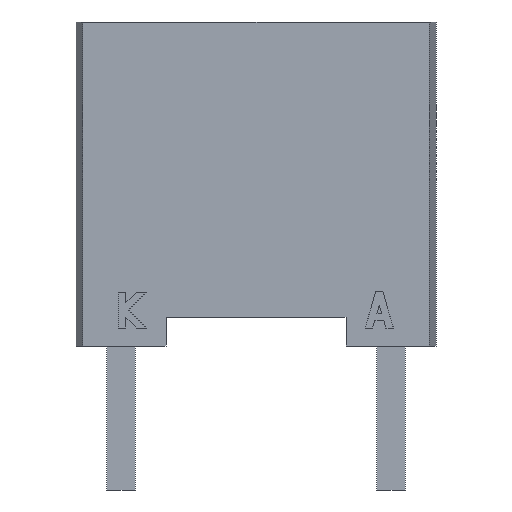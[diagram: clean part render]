
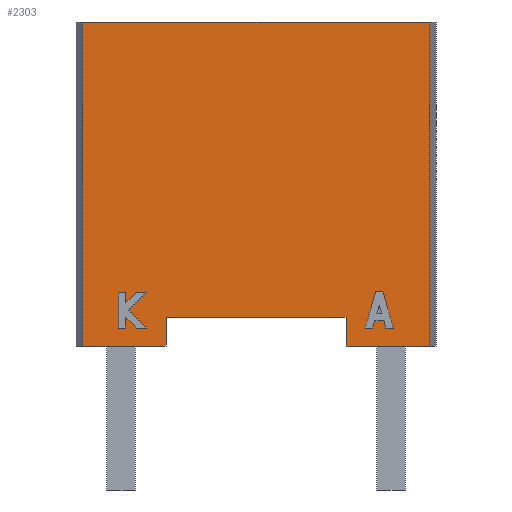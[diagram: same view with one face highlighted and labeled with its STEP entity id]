
A CAD part, front view. The second image highlights one B-rep face of the part: STEP entity #2303.
In plain terms, the highlighted planar face has unit normal (0, -1, 0).
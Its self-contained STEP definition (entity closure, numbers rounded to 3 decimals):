
#1281=CARTESIAN_POINT('',(3.3,-1.5,0.7));
#1282=VERTEX_POINT('',#1281);
#1283=CARTESIAN_POINT('',(3.241,-1.5,0.5));
#1284=VERTEX_POINT('',#1283);
#1285=CARTESIAN_POINT('',(3.3,-1.5,0.7));
#1286=DIRECTION('',(-0.28,0.0,-0.96));
#1287=VECTOR('',#1286,0.208);
#1288=LINE('',#1285,#1287);
#1289=EDGE_CURVE('',#1282,#1284,#1288,.T.);
#1321=CARTESIAN_POINT('',(3.033,-1.5,0.5));
#1322=VERTEX_POINT('',#1321);
#1323=CARTESIAN_POINT('',(3.241,-1.5,0.5));
#1324=DIRECTION('',(-1.0,0.0,0.0));
#1325=VECTOR('',#1324,0.208);
#1326=LINE('',#1323,#1325);
#1327=EDGE_CURVE('',#1284,#1322,#1326,.T.);
#1352=CARTESIAN_POINT('',(3.324,-1.5,1.5));
#1353=VERTEX_POINT('',#1352);
#1354=CARTESIAN_POINT('',(3.033,-1.5,0.5));
#1355=DIRECTION('',(0.28,0.0,0.96));
#1356=VECTOR('',#1355,1.042);
#1357=LINE('',#1354,#1356);
#1358=EDGE_CURVE('',#1322,#1353,#1357,.T.);
#1383=CARTESIAN_POINT('',(3.524,-1.5,1.5));
#1384=VERTEX_POINT('',#1383);
#1385=CARTESIAN_POINT('',(3.324,-1.5,1.5));
#1386=DIRECTION('',(1.0,0.0,0.0));
#1387=VECTOR('',#1386,0.2);
#1388=LINE('',#1385,#1387);
#1389=EDGE_CURVE('',#1353,#1384,#1388,.T.);
#1414=CARTESIAN_POINT('',(3.816,-1.5,0.5));
#1415=VERTEX_POINT('',#1414);
#1416=CARTESIAN_POINT('',(3.524,-1.5,1.5));
#1417=DIRECTION('',(0.28,0.0,-0.96));
#1418=VECTOR('',#1417,1.042);
#1419=LINE('',#1416,#1418);
#1420=EDGE_CURVE('',#1384,#1415,#1419,.T.);
#1445=CARTESIAN_POINT('',(3.608,-1.5,0.5));
#1446=VERTEX_POINT('',#1445);
#1447=CARTESIAN_POINT('',(3.816,-1.5,0.5));
#1448=DIRECTION('',(-1.0,0.0,0.0));
#1449=VECTOR('',#1448,0.208);
#1450=LINE('',#1447,#1449);
#1451=EDGE_CURVE('',#1415,#1446,#1450,.T.);
#1476=CARTESIAN_POINT('',(3.549,-1.5,0.7));
#1477=VERTEX_POINT('',#1476);
#1478=CARTESIAN_POINT('',(3.608,-1.5,0.5));
#1479=DIRECTION('',(-0.28,0.0,0.96));
#1480=VECTOR('',#1479,0.208);
#1481=LINE('',#1478,#1480);
#1482=EDGE_CURVE('',#1446,#1477,#1481,.T.);
#1507=CARTESIAN_POINT('',(3.549,-1.5,0.7));
#1508=DIRECTION('',(-1.0,0.0,0.0));
#1509=VECTOR('',#1508,0.25);
#1510=LINE('',#1507,#1509);
#1511=EDGE_CURVE('',#1477,#1282,#1510,.T.);
#1545=CARTESIAN_POINT('',(-3.616,-1.5,1.5));
#1546=VERTEX_POINT('',#1545);
#1547=CARTESIAN_POINT('',(-3.616,-1.5,1.2));
#1548=VERTEX_POINT('',#1547);
#1549=CARTESIAN_POINT('',(-3.616,-1.5,1.5));
#1550=DIRECTION('',(0.0,0.0,-1.0));
#1551=VECTOR('',#1550,0.3);
#1552=LINE('',#1549,#1551);
#1553=EDGE_CURVE('',#1546,#1548,#1552,.T.);
#1585=CARTESIAN_POINT('',(-3.316,-1.5,1.5));
#1586=VERTEX_POINT('',#1585);
#1587=CARTESIAN_POINT('',(-3.616,-1.5,1.2));
#1588=DIRECTION('',(0.707,0.0,0.707));
#1589=VECTOR('',#1588,0.424);
#1590=LINE('',#1587,#1589);
#1591=EDGE_CURVE('',#1548,#1586,#1590,.T.);
#1616=CARTESIAN_POINT('',(-3.033,-1.5,1.5));
#1617=VERTEX_POINT('',#1616);
#1618=CARTESIAN_POINT('',(-3.316,-1.5,1.5));
#1619=DIRECTION('',(1.0,0.0,0.0));
#1620=VECTOR('',#1619,0.283);
#1621=LINE('',#1618,#1620);
#1622=EDGE_CURVE('',#1586,#1617,#1621,.T.);
#1647=CARTESIAN_POINT('',(-3.533,-1.5,1.));
#1648=VERTEX_POINT('',#1647);
#1649=CARTESIAN_POINT('',(-3.033,-1.5,1.5));
#1650=DIRECTION('',(-0.707,0.0,-0.707));
#1651=VECTOR('',#1650,0.707);
#1652=LINE('',#1649,#1651);
#1653=EDGE_CURVE('',#1617,#1648,#1652,.T.);
#1678=CARTESIAN_POINT('',(-3.033,-1.5,0.5));
#1679=VERTEX_POINT('',#1678);
#1680=CARTESIAN_POINT('',(-3.533,-1.5,1.));
#1681=DIRECTION('',(0.707,0.0,-0.707));
#1682=VECTOR('',#1681,0.707);
#1683=LINE('',#1680,#1682);
#1684=EDGE_CURVE('',#1648,#1679,#1683,.T.);
#1709=CARTESIAN_POINT('',(-3.316,-1.5,0.5));
#1710=VERTEX_POINT('',#1709);
#1711=CARTESIAN_POINT('',(-3.033,-1.5,0.5));
#1712=DIRECTION('',(-1.0,0.0,0.0));
#1713=VECTOR('',#1712,0.283);
#1714=LINE('',#1711,#1713);
#1715=EDGE_CURVE('',#1679,#1710,#1714,.T.);
#1740=CARTESIAN_POINT('',(-3.616,-1.5,0.8));
#1741=VERTEX_POINT('',#1740);
#1742=CARTESIAN_POINT('',(-3.316,-1.5,0.5));
#1743=DIRECTION('',(-0.707,0.0,0.707));
#1744=VECTOR('',#1743,0.424);
#1745=LINE('',#1742,#1744);
#1746=EDGE_CURVE('',#1710,#1741,#1745,.T.);
#1771=CARTESIAN_POINT('',(-3.616,-1.5,0.5));
#1772=VERTEX_POINT('',#1771);
#1773=CARTESIAN_POINT('',(-3.616,-1.5,0.8));
#1774=DIRECTION('',(0.0,0.0,-1.0));
#1775=VECTOR('',#1774,0.3);
#1776=LINE('',#1773,#1775);
#1777=EDGE_CURVE('',#1741,#1772,#1776,.T.);
#1802=CARTESIAN_POINT('',(-3.816,-1.5,0.5));
#1803=VERTEX_POINT('',#1802);
#1804=CARTESIAN_POINT('',(-3.616,-1.5,0.5));
#1805=DIRECTION('',(-1.0,0.0,0.0));
#1806=VECTOR('',#1805,0.2);
#1807=LINE('',#1804,#1806);
#1808=EDGE_CURVE('',#1772,#1803,#1807,.T.);
#1833=CARTESIAN_POINT('',(-3.816,-1.5,1.5));
#1834=VERTEX_POINT('',#1833);
#1835=CARTESIAN_POINT('',(-3.816,-1.5,0.5));
#1836=DIRECTION('',(0.0,0.0,1.0));
#1837=VECTOR('',#1836,1.0);
#1838=LINE('',#1835,#1837);
#1839=EDGE_CURVE('',#1803,#1834,#1838,.T.);
#1864=CARTESIAN_POINT('',(-3.816,-1.5,1.5));
#1865=DIRECTION('',(1.0,0.0,0.0));
#1866=VECTOR('',#1865,0.2);
#1867=LINE('',#1864,#1866);
#1868=EDGE_CURVE('',#1834,#1546,#1867,.T.);
#2025=CARTESIAN_POINT('',(-4.816,-1.5,9.0));
#2026=VERTEX_POINT('',#2025);
#2033=CARTESIAN_POINT('',(4.816,-1.5,9.0));
#2034=VERTEX_POINT('',#2033);
#2035=CARTESIAN_POINT('',(4.816,-1.5,9.0));
#2036=DIRECTION('',(-1.0,0.0,0.0));
#2037=VECTOR('',#2036,9.632);
#2038=LINE('',#2035,#2037);
#2039=EDGE_CURVE('',#2034,#2026,#2038,.T.);
#2058=CARTESIAN_POINT('',(2.5,-1.5,0.8));
#2059=VERTEX_POINT('',#2058);
#2074=CARTESIAN_POINT('',(2.5,-1.5,0.0));
#2075=VERTEX_POINT('',#2074);
#2082=CARTESIAN_POINT('',(2.5,-1.5,0.8));
#2083=DIRECTION('',(0.0,0.0,-1.0));
#2084=VECTOR('',#2083,0.8);
#2085=LINE('',#2082,#2084);
#2086=EDGE_CURVE('',#2059,#2075,#2085,.T.);
#2096=CARTESIAN_POINT('',(-2.5,-1.5,0.8));
#2097=VERTEX_POINT('',#2096);
#2106=CARTESIAN_POINT('',(-2.5,-1.5,0.0));
#2107=VERTEX_POINT('',#2106);
#2108=CARTESIAN_POINT('',(-2.5,-1.5,0.0));
#2109=DIRECTION('',(0.0,0.0,1.0));
#2110=VECTOR('',#2109,0.8);
#2111=LINE('',#2108,#2110);
#2112=EDGE_CURVE('',#2107,#2097,#2111,.T.);
#2137=CARTESIAN_POINT('',(-2.5,-1.5,0.8));
#2138=DIRECTION('',(1.0,0.0,0.0));
#2139=VECTOR('',#2138,5.);
#2140=LINE('',#2137,#2139);
#2141=EDGE_CURVE('',#2097,#2059,#2140,.T.);
#2159=CARTESIAN_POINT('',(-4.816,-1.5,0.0));
#2160=VERTEX_POINT('',#2159);
#2161=CARTESIAN_POINT('',(-4.816,-1.5,0.0));
#2162=DIRECTION('',(1.0,0.0,0.0));
#2163=VECTOR('',#2162,2.316);
#2164=LINE('',#2161,#2163);
#2165=EDGE_CURVE('',#2160,#2107,#2164,.T.);
#2205=CARTESIAN_POINT('',(4.816,-1.5,0.0));
#2206=VERTEX_POINT('',#2205);
#2213=CARTESIAN_POINT('',(2.5,-1.5,0.0));
#2214=DIRECTION('',(1.0,0.0,0.0));
#2215=VECTOR('',#2214,2.316);
#2216=LINE('',#2213,#2215);
#2217=EDGE_CURVE('',#2075,#2206,#2216,.T.);
#2249=CARTESIAN_POINT('',(4.816,-1.5,0.0));
#2250=DIRECTION('',(0.0,0.0,1.0));
#2251=VECTOR('',#2250,9.0);
#2252=LINE('',#2249,#2251);
#2253=EDGE_CURVE('',#2206,#2034,#2252,.T.);
#2260=CARTESIAN_POINT('',(4.816,-1.5,0.0));
#2261=DIRECTION('',(0.0,-1.0,0.0));
#2262=DIRECTION('',(0.0,0.0,1.0));
#2263=AXIS2_PLACEMENT_3D('',#2260,#2261,#2262);
#2264=PLANE('',#2263);
#2265=ORIENTED_EDGE('',*,*,#2086,.T.);
#2266=ORIENTED_EDGE('',*,*,#2217,.T.);
#2267=ORIENTED_EDGE('',*,*,#2253,.T.);
#2268=ORIENTED_EDGE('',*,*,#2039,.T.);
#2269=CARTESIAN_POINT('',(-4.816,-1.5,0.0));
#2270=DIRECTION('',(0.0,0.0,1.0));
#2271=VECTOR('',#2270,9.0);
#2272=LINE('',#2269,#2271);
#2273=EDGE_CURVE('',#2160,#2026,#2272,.T.);
#2274=ORIENTED_EDGE('',*,*,#2273,.F.);
#2275=ORIENTED_EDGE('',*,*,#2165,.T.);
#2276=ORIENTED_EDGE('',*,*,#2112,.T.);
#2277=ORIENTED_EDGE('',*,*,#2141,.T.);
#2278=EDGE_LOOP('',(#2265,#2266,#2267,#2268,#2274,#2275,#2276,#2277));
#2279=FACE_OUTER_BOUND('',#2278,.T.);
#2280=ORIENTED_EDGE('',*,*,#1289,.T.);
#2281=ORIENTED_EDGE('',*,*,#1327,.T.);
#2282=ORIENTED_EDGE('',*,*,#1358,.T.);
#2283=ORIENTED_EDGE('',*,*,#1389,.T.);
#2284=ORIENTED_EDGE('',*,*,#1420,.T.);
#2285=ORIENTED_EDGE('',*,*,#1451,.T.);
#2286=ORIENTED_EDGE('',*,*,#1482,.T.);
#2287=ORIENTED_EDGE('',*,*,#1511,.T.);
#2288=EDGE_LOOP('',(#2280,#2281,#2282,#2283,#2284,#2285,#2286,#2287));
#2289=FACE_BOUND('',#2288,.T.);
#2290=ORIENTED_EDGE('',*,*,#1553,.T.);
#2291=ORIENTED_EDGE('',*,*,#1591,.T.);
#2292=ORIENTED_EDGE('',*,*,#1622,.T.);
#2293=ORIENTED_EDGE('',*,*,#1653,.T.);
#2294=ORIENTED_EDGE('',*,*,#1684,.T.);
#2295=ORIENTED_EDGE('',*,*,#1715,.T.);
#2296=ORIENTED_EDGE('',*,*,#1746,.T.);
#2297=ORIENTED_EDGE('',*,*,#1777,.T.);
#2298=ORIENTED_EDGE('',*,*,#1808,.T.);
#2299=ORIENTED_EDGE('',*,*,#1839,.T.);
#2300=ORIENTED_EDGE('',*,*,#1868,.T.);
#2301=EDGE_LOOP('',(#2290,#2291,#2292,#2293,#2294,#2295,#2296,#2297,#2298,#2299,#2300));
#2302=FACE_BOUND('',#2301,.T.);
#2303=ADVANCED_FACE('',(#2279,#2289,#2302),#2264,.T.);
